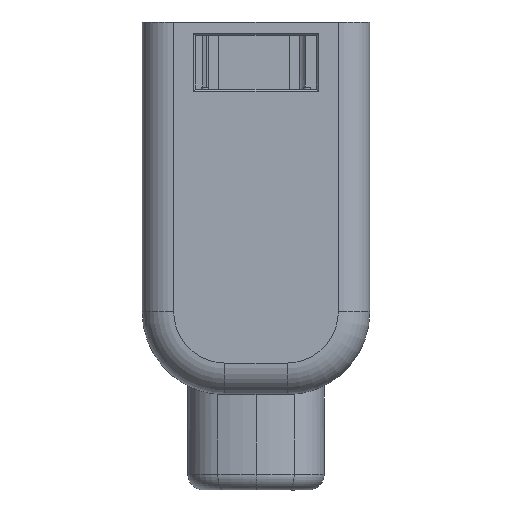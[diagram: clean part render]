
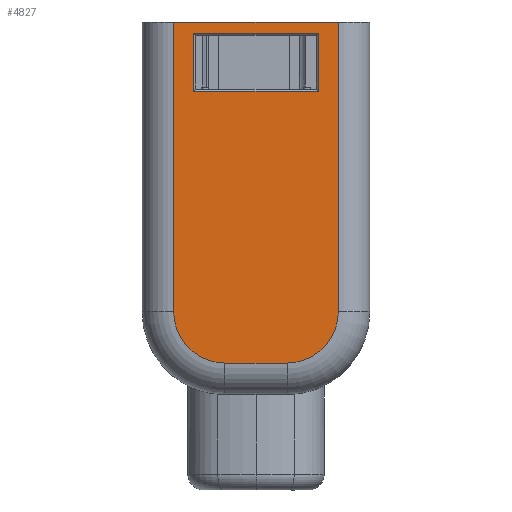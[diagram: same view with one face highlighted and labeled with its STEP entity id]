
A CAD part, top view. The second image highlights one B-rep face of the part: STEP entity #4827.
In plain terms, the highlighted planar face has unit normal (0, 0, 1).
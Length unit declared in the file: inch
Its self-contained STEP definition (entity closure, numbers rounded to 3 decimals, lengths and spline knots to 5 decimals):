
#93=FACE_BOUND('',#814,.T.);
#293=PLANE('',#5295);
#543=FACE_OUTER_BOUND('',#813,.T.);
#813=EDGE_LOOP('',(#4403,#4404,#4405,#4406,#4407,#4408));
#814=EDGE_LOOP('',(#4409,#4410,#4411,#4412));
#1262=LINE('',#8652,#1718);
#1268=LINE('',#8663,#1724);
#1269=LINE('',#8666,#1725);
#1272=LINE('',#8671,#1728);
#1279=LINE('',#8686,#1735);
#1280=LINE('',#8688,#1736);
#1281=LINE('',#8690,#1737);
#1282=LINE('',#8694,#1738);
#1718=VECTOR('',#6566,0.3937);
#1724=VECTOR('',#6574,0.3937);
#1725=VECTOR('',#6577,0.3937);
#1728=VECTOR('',#6582,0.3937);
#1735=VECTOR('',#6595,0.3937);
#1736=VECTOR('',#6596,0.3937);
#1737=VECTOR('',#6597,0.3937);
#1738=VECTOR('',#6600,0.3937);
#1952=CIRCLE('',#5296,0.4874);
#1953=CIRCLE('',#5297,0.4874);
#2412=VERTEX_POINT('',#8650);
#2413=VERTEX_POINT('',#8651);
#2417=VERTEX_POINT('',#8661);
#2418=VERTEX_POINT('',#8665);
#2423=VERTEX_POINT('',#8684);
#2424=VERTEX_POINT('',#8685);
#2425=VERTEX_POINT('',#8687);
#2426=VERTEX_POINT('',#8689);
#2427=VERTEX_POINT('',#8691);
#2428=VERTEX_POINT('',#8693);
#3091=EDGE_CURVE('',#2412,#2413,#1262,.T.);
#3097=EDGE_CURVE('',#2417,#2412,#1268,.T.);
#3098=EDGE_CURVE('',#2418,#2417,#1269,.T.);
#3101=EDGE_CURVE('',#2413,#2418,#1272,.T.);
#3108=EDGE_CURVE('',#2423,#2424,#1279,.T.);
#3109=EDGE_CURVE('',#2423,#2425,#1280,.T.);
#3110=EDGE_CURVE('',#2426,#2425,#1281,.T.);
#3111=EDGE_CURVE('',#2427,#2426,#1952,.T.);
#3112=EDGE_CURVE('',#2428,#2427,#1282,.T.);
#3113=EDGE_CURVE('',#2424,#2428,#1953,.T.);
#4403=ORIENTED_EDGE('',*,*,#3108,.F.);
#4404=ORIENTED_EDGE('',*,*,#3109,.T.);
#4405=ORIENTED_EDGE('',*,*,#3110,.F.);
#4406=ORIENTED_EDGE('',*,*,#3111,.F.);
#4407=ORIENTED_EDGE('',*,*,#3112,.F.);
#4408=ORIENTED_EDGE('',*,*,#3113,.F.);
#4409=ORIENTED_EDGE('',*,*,#3091,.F.);
#4410=ORIENTED_EDGE('',*,*,#3097,.F.);
#4411=ORIENTED_EDGE('',*,*,#3098,.F.);
#4412=ORIENTED_EDGE('',*,*,#3101,.F.);
#4827=ADVANCED_FACE('',(#543,#93),#293,.T.);
#5295=AXIS2_PLACEMENT_3D('',#8683,#6593,#6594);
#5296=AXIS2_PLACEMENT_3D('',#8692,#6598,#6599);
#5297=AXIS2_PLACEMENT_3D('',#8695,#6601,#6602);
#6566=DIRECTION('',(0.,1.,0.));
#6574=DIRECTION('',(1.,0.,0.));
#6577=DIRECTION('',(0.,-1.,0.));
#6582=DIRECTION('',(-1.,0.,0.));
#6593=DIRECTION('center_axis',(0.,0.,1.));
#6594=DIRECTION('ref_axis',(1.,0.,0.));
#6595=DIRECTION('',(0.,-1.,0.));
#6596=DIRECTION('',(-1.,0.,0.));
#6597=DIRECTION('',(0.,1.,0.));
#6598=DIRECTION('center_axis',(0.,0.,-1.));
#6599=DIRECTION('ref_axis',(-0.707,-0.707,0.));
#6600=DIRECTION('',(-1.,0.,0.));
#6601=DIRECTION('center_axis',(0.,0.,-1.));
#6602=DIRECTION('ref_axis',(0.707,-0.707,0.));
#8650=CARTESIAN_POINT('',(1.67354,2.88551,0.));
#8651=CARTESIAN_POINT('',(1.67354,3.43732,0.));
#8652=CARTESIAN_POINT('',(1.67354,2.33858,0.));
#8661=CARTESIAN_POINT('',(0.49181,2.88551,0.));
#8663=CARTESIAN_POINT('',(0.79724,2.88551,0.));
#8665=CARTESIAN_POINT('',(0.49181,3.43732,0.));
#8666=CARTESIAN_POINT('',(0.49181,2.59449,0.));
#8671=CARTESIAN_POINT('',(1.36811,3.43732,0.));
#8683=CARTESIAN_POINT('Origin',(1.08268,1.77165,0.));
#8684=CARTESIAN_POINT('',(1.86535,3.54331,0.));
#8685=CARTESIAN_POINT('',(1.86535,0.7874,0.));
#8686=CARTESIAN_POINT('',(1.86535,2.65748,0.));
#8687=CARTESIAN_POINT('',(0.3,3.54331,0.));
#8688=CARTESIAN_POINT('',(2.16535,3.54331,0.));
#8689=CARTESIAN_POINT('',(0.3,0.7874,0.));
#8690=CARTESIAN_POINT('',(0.3,1.27953,0.));
#8691=CARTESIAN_POINT('',(0.7874,0.3,0.));
#8692=CARTESIAN_POINT('Origin',(0.7874,0.7874,0.));
#8693=CARTESIAN_POINT('',(1.37795,0.3,0.));
#8694=CARTESIAN_POINT('',(1.23031,0.3,0.));
#8695=CARTESIAN_POINT('Origin',(1.37795,0.7874,0.));
